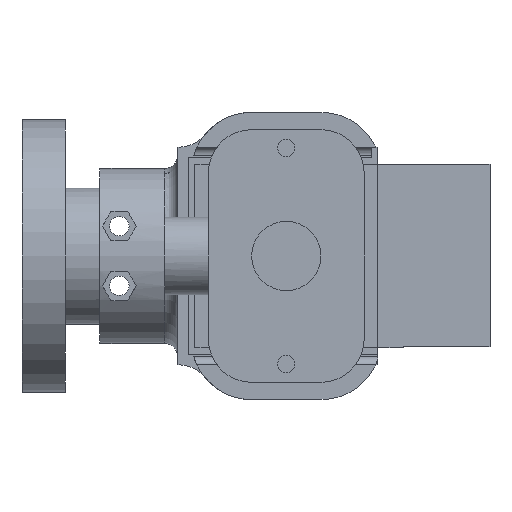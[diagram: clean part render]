
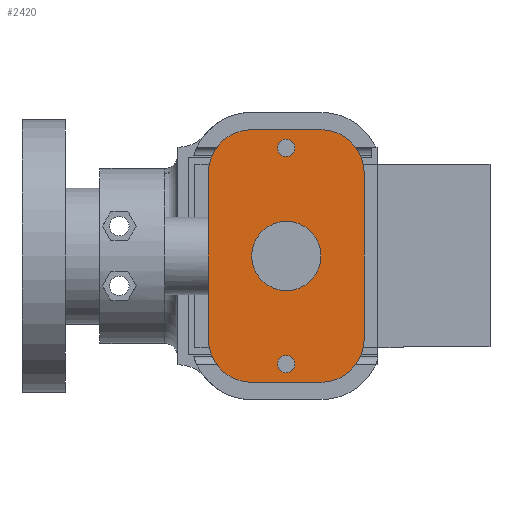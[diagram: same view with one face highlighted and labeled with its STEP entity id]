
A CAD part, front view. The second image highlights one B-rep face of the part: STEP entity #2420.
In plain terms, the highlighted planar face has unit normal (0, -1, 0).
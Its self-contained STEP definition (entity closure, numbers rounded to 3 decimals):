
#26=FACE_BOUND('',#433,.T.);
#27=FACE_BOUND('',#434,.T.);
#28=FACE_BOUND('',#435,.T.);
#97=CIRCLE('',#2563,2.);
#99=CIRCLE('',#2566,2.);
#102=CIRCLE('',#2570,8.);
#108=CIRCLE('',#2580,10.);
#109=CIRCLE('',#2583,10.);
#110=CIRCLE('',#2586,10.);
#111=CIRCLE('',#2589,10.);
#202=PLANE('',#2590);
#295=FACE_OUTER_BOUND('',#432,.T.);
#432=EDGE_LOOP('',(#1743,#1744,#1745,#1746,#1747,#1748,#1749,#1750));
#433=EDGE_LOOP('',(#1751));
#434=EDGE_LOOP('',(#1752));
#435=EDGE_LOOP('',(#1753));
#638=LINE('',#3636,#862);
#641=LINE('',#3644,#865);
#644=LINE('',#3652,#868);
#647=LINE('',#3660,#871);
#862=VECTOR('',#2881,10.);
#865=VECTOR('',#2890,10.);
#868=VECTOR('',#2899,10.);
#871=VECTOR('',#2908,10.);
#1080=VERTEX_POINT('',#3595);
#1082=VERTEX_POINT('',#3601);
#1085=VERTEX_POINT('',#3609);
#1095=VERTEX_POINT('',#3633);
#1096=VERTEX_POINT('',#3635);
#1097=VERTEX_POINT('',#3639);
#1098=VERTEX_POINT('',#3643);
#1099=VERTEX_POINT('',#3647);
#1100=VERTEX_POINT('',#3651);
#1101=VERTEX_POINT('',#3655);
#1102=VERTEX_POINT('',#3659);
#1322=EDGE_CURVE('',#1080,#1080,#97,.T.);
#1325=EDGE_CURVE('',#1082,#1082,#99,.T.);
#1330=EDGE_CURVE('',#1085,#1085,#102,.T.);
#1341=EDGE_CURVE('',#1096,#1095,#638,.T.);
#1343=EDGE_CURVE('',#1097,#1096,#108,.T.);
#1345=EDGE_CURVE('',#1098,#1097,#641,.T.);
#1347=EDGE_CURVE('',#1099,#1098,#109,.T.);
#1349=EDGE_CURVE('',#1100,#1099,#644,.T.);
#1351=EDGE_CURVE('',#1101,#1100,#110,.T.);
#1353=EDGE_CURVE('',#1102,#1101,#647,.T.);
#1355=EDGE_CURVE('',#1095,#1102,#111,.T.);
#1743=ORIENTED_EDGE('',*,*,#1355,.T.);
#1744=ORIENTED_EDGE('',*,*,#1353,.T.);
#1745=ORIENTED_EDGE('',*,*,#1351,.T.);
#1746=ORIENTED_EDGE('',*,*,#1349,.T.);
#1747=ORIENTED_EDGE('',*,*,#1347,.T.);
#1748=ORIENTED_EDGE('',*,*,#1345,.T.);
#1749=ORIENTED_EDGE('',*,*,#1343,.T.);
#1750=ORIENTED_EDGE('',*,*,#1341,.T.);
#1751=ORIENTED_EDGE('',*,*,#1322,.T.);
#1752=ORIENTED_EDGE('',*,*,#1325,.T.);
#1753=ORIENTED_EDGE('',*,*,#1330,.T.);
#2420=ADVANCED_FACE('',(#295,#26,#27,#28),#202,.T.);
#2563=AXIS2_PLACEMENT_3D('',#3596,#2841,#2842);
#2566=AXIS2_PLACEMENT_3D('',#3602,#2848,#2849);
#2570=AXIS2_PLACEMENT_3D('',#3611,#2858,#2859);
#2580=AXIS2_PLACEMENT_3D('',#3640,#2885,#2886);
#2583=AXIS2_PLACEMENT_3D('',#3648,#2894,#2895);
#2586=AXIS2_PLACEMENT_3D('',#3656,#2903,#2904);
#2589=AXIS2_PLACEMENT_3D('',#3663,#2912,#2913);
#2590=AXIS2_PLACEMENT_3D('',#3664,#2914,#2915);
#2841=DIRECTION('center_axis',(0.,1.,0.));
#2842=DIRECTION('ref_axis',(1.,0.,0.));
#2848=DIRECTION('center_axis',(0.,1.,0.));
#2849=DIRECTION('ref_axis',(1.,0.,0.));
#2858=DIRECTION('center_axis',(0.,1.,0.));
#2859=DIRECTION('ref_axis',(1.,0.,0.));
#2881=DIRECTION('',(0.,0.,-1.));
#2885=DIRECTION('center_axis',(0.,-1.,0.));
#2886=DIRECTION('ref_axis',(0.,0.,1.));
#2890=DIRECTION('',(-1.,0.,0.));
#2894=DIRECTION('center_axis',(0.,-1.,0.));
#2895=DIRECTION('ref_axis',(1.,0.,0.));
#2899=DIRECTION('',(0.,0.,1.));
#2903=DIRECTION('center_axis',(0.,-1.,0.));
#2904=DIRECTION('ref_axis',(0.,0.,-1.));
#2908=DIRECTION('',(1.,0.,0.));
#2912=DIRECTION('center_axis',(0.,-1.,0.));
#2913=DIRECTION('ref_axis',(-1.,0.,0.));
#2914=DIRECTION('center_axis',(0.,-1.,0.));
#2915=DIRECTION('ref_axis',(1.,0.,0.));
#3595=CARTESIAN_POINT('',(1089.11,-117.615,1285.));
#3596=CARTESIAN_POINT('Origin',(1091.11,-117.615,1285.));
#3601=CARTESIAN_POINT('',(1089.11,-117.615,1235.));
#3602=CARTESIAN_POINT('Origin',(1091.11,-117.615,1235.));
#3609=CARTESIAN_POINT('',(1083.11,-117.615,1260.));
#3611=CARTESIAN_POINT('Origin',(1091.11,-117.615,1260.));
#3633=CARTESIAN_POINT('',(1073.11,-117.615,1240.788));
#3635=CARTESIAN_POINT('',(1073.11,-117.615,1279.212));
#3636=CARTESIAN_POINT('',(1073.11,-117.615,1279.212));
#3639=CARTESIAN_POINT('',(1083.11,-117.615,1289.212));
#3640=CARTESIAN_POINT('Origin',(1083.11,-117.615,1279.212));
#3643=CARTESIAN_POINT('',(1099.11,-117.615,1289.212));
#3644=CARTESIAN_POINT('',(1099.11,-117.615,1289.212));
#3647=CARTESIAN_POINT('',(1109.11,-117.615,1279.212));
#3648=CARTESIAN_POINT('Origin',(1099.11,-117.615,1279.212));
#3651=CARTESIAN_POINT('',(1109.11,-117.615,1240.788));
#3652=CARTESIAN_POINT('',(1109.11,-117.615,1240.788));
#3655=CARTESIAN_POINT('',(1099.11,-117.615,1230.788));
#3656=CARTESIAN_POINT('Origin',(1099.11,-117.615,1240.788));
#3659=CARTESIAN_POINT('',(1083.11,-117.615,1230.788));
#3660=CARTESIAN_POINT('',(1083.11,-117.615,1230.788));
#3663=CARTESIAN_POINT('Origin',(1083.11,-117.615,1240.788));
#3664=CARTESIAN_POINT('Origin',(1091.11,-117.615,1260.));
